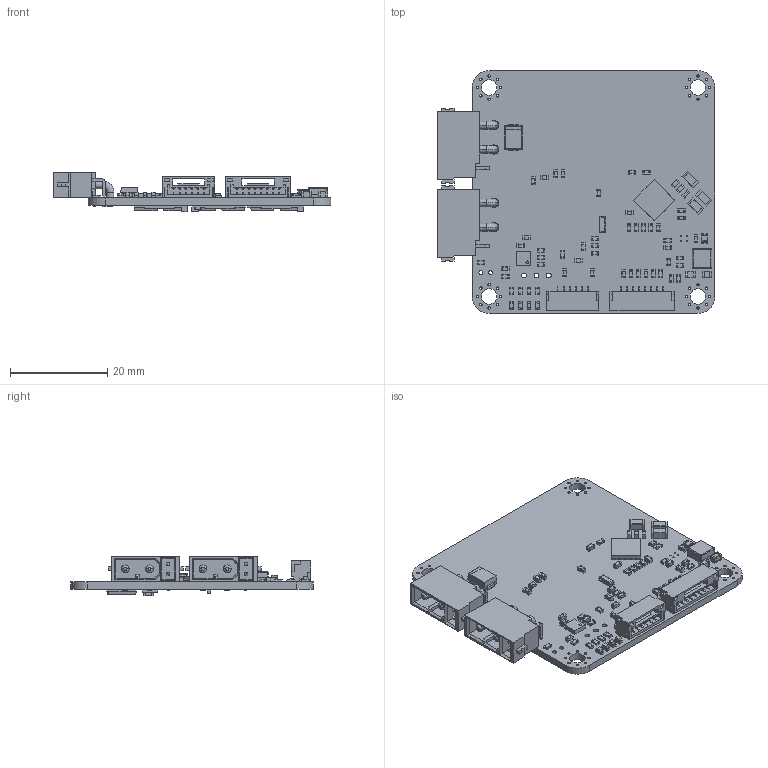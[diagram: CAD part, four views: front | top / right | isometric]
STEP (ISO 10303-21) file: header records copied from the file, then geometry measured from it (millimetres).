
FILE_DESCRIPTION(('KiCad electronic assembly'),'2;1');
FILE_NAME('foc-motor-controller.step','2025-11-28T20:16:35',('Pcbnew'),( 'Kicad'),'Open CASCADE STEP processor 7.9','KiCad to STEP converter' ,'Unknown');
FILE_SCHEMA(('AUTOMOTIVE_DESIGN { 1 0 10303 214 1 1 1 1 }'));
Length unit declared in the file: millimetre
Products named in the file (66): foc-motor-controller 1; Resonator_SMD_Murata_CSTxExxV-3Pin_3.0x1.1mm; C_0603_1608Metric; R_0603_1608Metric; L_APV_ANR4020; LED_0603_1608Metric; XT30PW_2_2_-M.G.B; JST_GH_SM08B-GHS-TB_1x08-1MP_P1.25mm_Horizontal; JST_GH_SM06B-GHS-TB_1x06-1MP_P1.25mm_Horizontal; C_1206_3216Metric; D_0805_2012Metric; L_0603_1608Metric; C_0805_2012Metric; D_SMB; Texas_S-PVSON-N8; RTA0040B; FRAME; SOLID; BODY; PQFN-8-EP_6x5mm_P1.27mm_Generic; R_2512_6332Metric; foc-motor-controller_PCB
Assembly tree (133 placements, depth 4):
  foc-motor-controller 1
    Resonator_SMD_Murata_CSTxExxV-3Pin_3.0x1.1mm
    C_0603_1608Metric  x27
    R_0603_1608Metric  x26
    L_APV_ANR4020
    LED_0603_1608Metric  x4
    XT30PW_2_2_-M.G.B  x2
    JST_GH_SM08B-GHS-TB_1x08-1MP_P1.25mm_Horizontal
    JST_GH_SM06B-GHS-TB_1x06-1MP_P1.25mm_Horizontal
    C_1206_3216Metric  x3
    D_0805_2012Metric
    L_0603_1608Metric
    C_0805_2012Metric  x5
    D_SMB
    Texas_S-PVSON-N8
    RTA0040B
      FRAME
        SOLID
        SOLID
        SOLID
        SOLID
        SOLID
        SOLID
        SOLID
        SOLID
        SOLID
        SOLID
        SOLID
        SOLID
        SOLID
        SOLID
        SOLID
        SOLID
        SOLID
        SOLID
        SOLID
        SOLID
        SOLID
        SOLID
        SOLID
        SOLID
        SOLID
        SOLID
        SOLID
        SOLID
        SOLID
        SOLID
        SOLID
        SOLID
        SOLID
        SOLID
        SOLID
        SOLID
        SOLID
        SOLID
        SOLID
        SOLID
        SOLID
        SOLID
        SOLID
Bounding box: 57.23 x 50 x 8.13 mm (x, y, z)
Volume: 5062.8 mm3; surface area: 9561 mm2
Topology: 147 solids, 147 shells, 4223 faces, 10998 edges, 7172 vertices
Faces by surface type: plane 3184, cylinder 1001, bspline 10, revolution 8, torus 8, cone 8, sphere 4
Full cylindrical faces by diameter (mm): 0.25 x5, 0.3 x16, 0.5 x32, 0.6 x1, 0.7 x4, 0.8 x2, 1 x3, 1.9 x4, 3.2 x4
Entity records: 71406 total; most frequent: CARTESIAN_POINT 10958, ORIENTED_EDGE 10492, DIRECTION 10158, EDGE_CURVE 5246, LINE 4490, VECTOR 4490, VERTEX_POINT 3440, AXIS2_PLACEMENT_3D 2832
